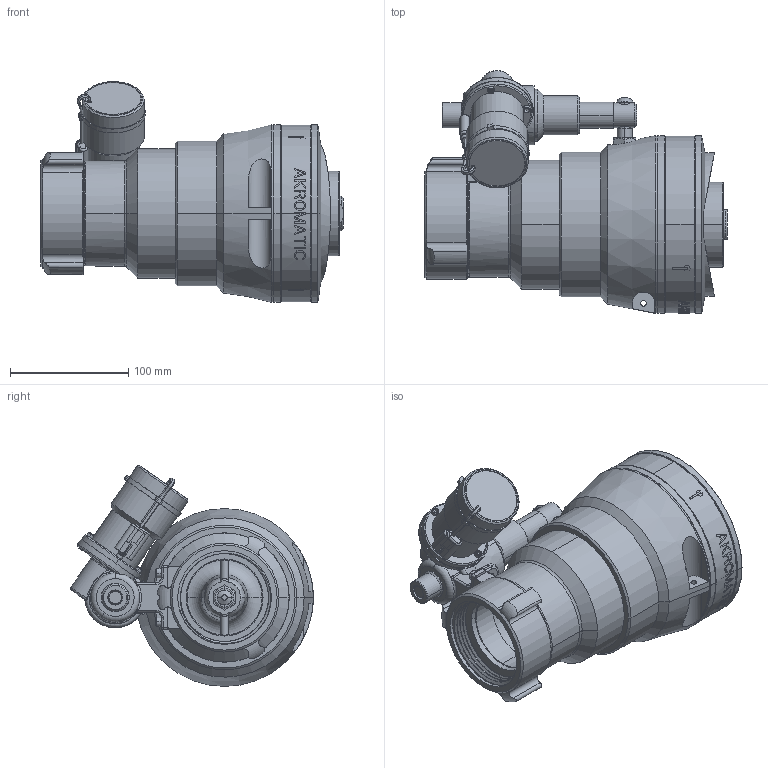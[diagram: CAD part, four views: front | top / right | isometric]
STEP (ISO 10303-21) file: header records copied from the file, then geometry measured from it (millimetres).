
FILE_DESCRIPTION((''),'2;1');
FILE_NAME('2_5_SWIVEL_SW0001','2012-03-22T',('cleon'),(''),'PRO/ENGINEER BY PARAMETRIC TECHNOLOGY CORPORATION, 2011180','PRO/ENGINEER BY PARAMETRIC TECHNOLOGY CORPORATION, 2011180','');
FILE_SCHEMA(('CONFIG_CONTROL_DESIGN'));
Length unit declared in the file: inch
Products named in the file (1): 2_5_SWIVEL_SW0001
Bounding box: 255.24 x 205.25 x 186.59 mm (x, y, z)
Surface area: 375824.3 mm2 (no closed solid volume)
Topology: 0 solids, 61 shells, 1130 faces, 3336 edges, 2258 vertices
Faces by surface type: plane 374, cylinder 365, cone 191, bspline 117, torus 76, sphere 7
Entity records: 60630 total; most frequent: CARTESIAN_POINT 32019, ORIENTED_EDGE 5910, DIRECTION 5583, EDGE_CURVE 3326, VERTEX_POINT 2258, AXIS2_PLACEMENT_3D 2154, VECTOR 1275, LINE 1275
